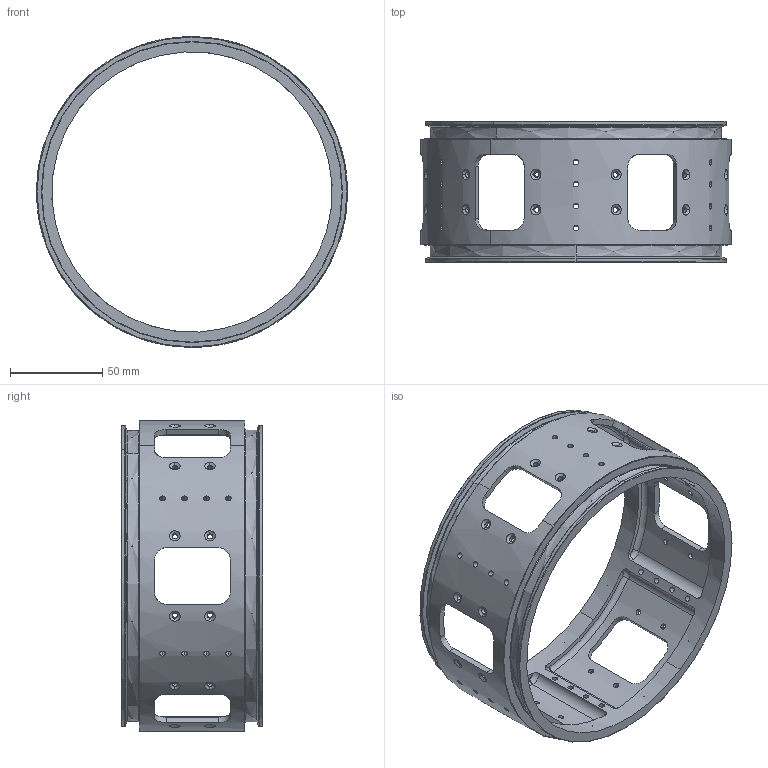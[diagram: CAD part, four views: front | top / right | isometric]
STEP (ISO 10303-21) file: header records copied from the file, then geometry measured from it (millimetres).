
FILE_DESCRIPTION (( 'STEP AP214' ), '1' );
FILE_NAME ('passthroughRing.STEP', '2019-08-23T03:22:25', ( '' ), ( '' ), 'SwSTEP 2.0', 'SolidWorks 2018', '' );
FILE_SCHEMA (( 'AUTOMOTIVE_DESIGN' ));
Length unit declared in the file: inch
Products named in the file (1): passthroughRing
Bounding box: 168.82 x 76.74 x 168.91 mm (x, y, z)
Volume: 126447 mm3; surface area: 85552.5 mm2
Topology: 1 solids, 1 shells, 366 faces, 974 edges, 614 vertices
Faces by surface type: cylinder 202, cone 64, torus 60, plane 40
Entity records: 20236 total; most frequent: CARTESIAN_POINT 11275, ORIENTED_EDGE 1948, DIRECTION 1638, EDGE_CURVE 974, AXIS2_PLACEMENT_3D 657, VERTEX_POINT 614, EDGE_LOOP 528, FACE_OUTER_BOUND 366
